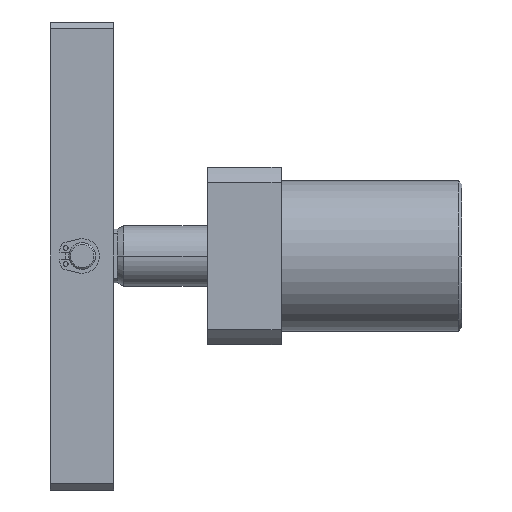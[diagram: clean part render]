
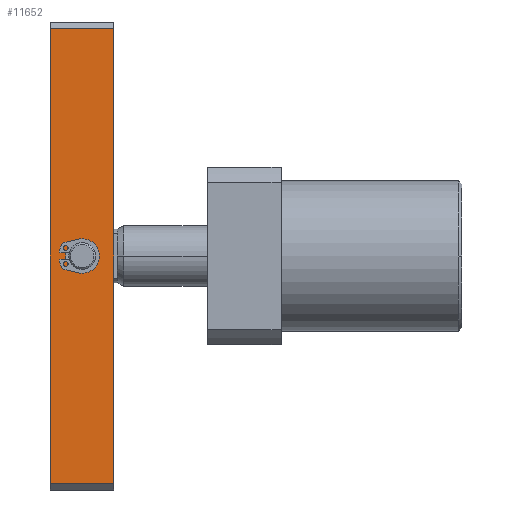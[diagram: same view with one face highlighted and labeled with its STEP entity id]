
A CAD part, left-side view. The second image highlights one B-rep face of the part: STEP entity #11652.
In plain terms, the highlighted face is planar.
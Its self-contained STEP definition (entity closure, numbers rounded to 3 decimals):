
#612 = EDGE_CURVE ( 'NONE', #10877, #18847, #9554, .T. ) ;
#719 = VECTOR ( 'NONE', #9100, 1000. ) ;
#771 = VERTEX_POINT ( 'NONE', #13145 ) ;
#1223 = CIRCLE ( 'NONE', #11021, 5. ) ;
#1712 = DIRECTION ( 'NONE',  ( -1., 0., 0. ) ) ;
#1728 = EDGE_LOOP ( 'NONE', ( #2775, #1778, #15089, #17334 ) ) ;
#1768 = AXIS2_PLACEMENT_3D ( 'NONE', #9463, #18481, #7960 ) ;
#1778 = ORIENTED_EDGE ( 'NONE', *, *, #18673, .T. ) ;
#2216 = DIRECTION ( 'NONE',  ( 0., 1., 0. ) ) ;
#2604 = CARTESIAN_POINT ( 'NONE',  ( -5., 9.5, 9.5 ) ) ;
#2775 = ORIENTED_EDGE ( 'NONE', *, *, #8970, .T. ) ;
#2780 = VERTEX_POINT ( 'NONE', #15999 ) ;
#3190 = DIRECTION ( 'NONE',  ( 0., 0., 1. ) ) ;
#3845 = DIRECTION ( 'NONE',  ( 0., 0., -1. ) ) ;
#6058 = EDGE_CURVE ( 'NONE', #18847, #10877, #1223, .T. ) ;
#6146 = PLANE ( 'NONE',  #12428 ) ;
#6824 = LINE ( 'NONE', #16539, #719 ) ;
#7960 = DIRECTION ( 'NONE',  ( 1., 0., 0. ) ) ;
#8078 = EDGE_CURVE ( 'NONE', #771, #16283, #6824, .T. ) ;
#8185 = EDGE_CURVE ( 'NONE', #14058, #771, #10349, .T. ) ;
#8970 = EDGE_CURVE ( 'NONE', #16283, #2780, #12447, .T. ) ;
#8982 = EDGE_LOOP ( 'NONE', ( #15377, #13209 ) ) ;
#9095 = CARTESIAN_POINT ( 'NONE',  ( -68., 19., 9.5 ) ) ;
#9100 = DIRECTION ( 'NONE',  ( 1., 0., 0. ) ) ;
#9463 = CARTESIAN_POINT ( 'NONE',  ( 0., 9.5, 9.5 ) ) ;
#9554 = CIRCLE ( 'NONE', #1768, 5. ) ;
#10349 = LINE ( 'NONE', #15165, #17904 ) ;
#10461 = LINE ( 'NONE', #18222, #14965 ) ;
#10877 = VERTEX_POINT ( 'NONE', #2604 ) ;
#11021 = AXIS2_PLACEMENT_3D ( 'NONE', #12818, #3845, #14373 ) ;
#11481 = FACE_BOUND ( 'NONE', #8982, .T. ) ;
#11652 = ADVANCED_FACE ( 'NONE', ( #19500, #11481 ), #6146, .T. ) ;
#12098 = DIRECTION ( 'NONE',  ( 0., -1., 0. ) ) ;
#12428 = AXIS2_PLACEMENT_3D ( 'NONE', #16675, #3190, #13703 ) ;
#12447 = LINE ( 'NONE', #12719, #15073 ) ;
#12719 = CARTESIAN_POINT ( 'NONE',  ( 68., 0., 9.5 ) ) ;
#12818 = CARTESIAN_POINT ( 'NONE',  ( 0., 9.5, 9.5 ) ) ;
#13145 = CARTESIAN_POINT ( 'NONE',  ( -68., 0., 9.5 ) ) ;
#13209 = ORIENTED_EDGE ( 'NONE', *, *, #612, .T. ) ;
#13703 = DIRECTION ( 'NONE',  ( 1., 0., 0. ) ) ;
#14058 = VERTEX_POINT ( 'NONE', #9095 ) ;
#14373 = DIRECTION ( 'NONE',  ( 1., 0., 0. ) ) ;
#14965 = VECTOR ( 'NONE', #1712, 1000. ) ;
#15073 = VECTOR ( 'NONE', #2216, 1000. ) ;
#15089 = ORIENTED_EDGE ( 'NONE', *, *, #8185, .T. ) ;
#15165 = CARTESIAN_POINT ( 'NONE',  ( -68., 0., 9.5 ) ) ;
#15377 = ORIENTED_EDGE ( 'NONE', *, *, #6058, .T. ) ;
#15999 = CARTESIAN_POINT ( 'NONE',  ( 68., 19., 9.5 ) ) ;
#16283 = VERTEX_POINT ( 'NONE', #17581 ) ;
#16539 = CARTESIAN_POINT ( 'NONE',  ( -68., 0., 9.5 ) ) ;
#16675 = CARTESIAN_POINT ( 'NONE',  ( -68., 0., 9.5 ) ) ;
#16897 = CARTESIAN_POINT ( 'NONE',  ( 5., 9.5, 9.5 ) ) ;
#17334 = ORIENTED_EDGE ( 'NONE', *, *, #8078, .T. ) ;
#17581 = CARTESIAN_POINT ( 'NONE',  ( 68., 0., 9.5 ) ) ;
#17904 = VECTOR ( 'NONE', #12098, 1000. ) ;
#18222 = CARTESIAN_POINT ( 'NONE',  ( -68., 19., 9.5 ) ) ;
#18481 = DIRECTION ( 'NONE',  ( 0., 0., -1. ) ) ;
#18673 = EDGE_CURVE ( 'NONE', #2780, #14058, #10461, .T. ) ;
#18847 = VERTEX_POINT ( 'NONE', #16897 ) ;
#19500 = FACE_OUTER_BOUND ( 'NONE', #1728, .T. ) ;
